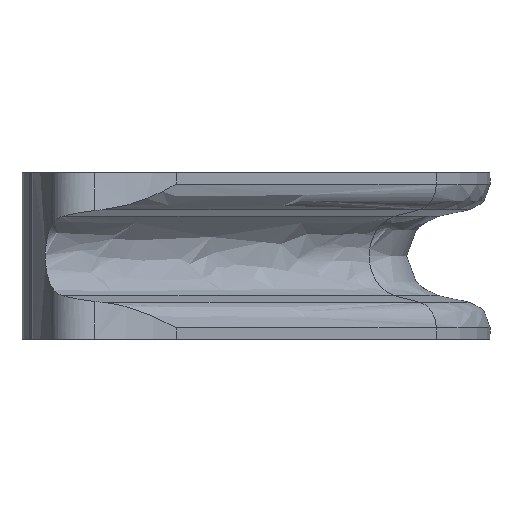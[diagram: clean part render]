
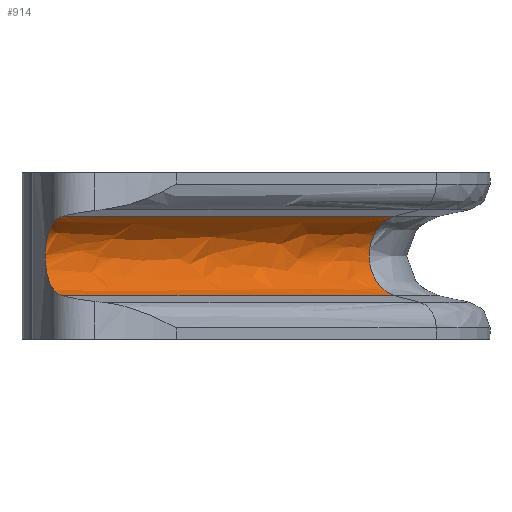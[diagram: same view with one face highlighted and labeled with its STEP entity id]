
A CAD part, left-side view. The second image highlights one B-rep face of the part: STEP entity #914.
In plain terms, the highlighted free-form (B-spline) face has degree [1, 2] with [2, 5] control points.
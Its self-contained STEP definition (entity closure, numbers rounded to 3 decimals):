
#17=(
BOUNDED_SURFACE()
B_SPLINE_SURFACE(1,2,((#2720,#2721,#2722,#2723,#2724),(#2725,#2726,#2727,
#2728,#2729)),.UNSPECIFIED.,.F.,.F.,.F.)
B_SPLINE_SURFACE_WITH_KNOTS((2,2),(3,2,3),(0.001,13.611),
(-2.933,-1.571,-0.208),.UNSPECIFIED.)
GEOMETRIC_REPRESENTATION_ITEM()
RATIONAL_B_SPLINE_SURFACE(((1.,0.777,1.,0.777,1.),
(1.,0.777,1.,0.777,1.)))
REPRESENTATION_ITEM('')
SURFACE()
);
#72=FACE_OUTER_BOUND('',#128,.T.);
#128=EDGE_LOOP('',(#720,#721,#722,#723,#724,#725));
#176=CIRCLE('',#998,1.25);
#244=B_SPLINE_CURVE_WITH_KNOTS('',3,(#2731,#2732,#2733,#2734,#2735,#2736,
#2737,#2738),.UNSPECIFIED.,.F.,.F.,(4,2,2,4),(1.085,1.106,
1.137,1.143),.UNSPECIFIED.);
#245=B_SPLINE_CURVE_WITH_KNOTS('',3,(#2740,#2741,#2742,#2743,#2744,#2745,
#2746,#2747,#2748,#2749,#2750,#2751,#2752,#2753),.UNSPECIFIED.,.F.,.F.,
(4,2,2,2,2,2,4),(0.28,0.297,0.344,
0.392,0.439,0.486,0.504),
 .UNSPECIFIED.);
#246=B_SPLINE_CURVE_WITH_KNOTS('',3,(#2754,#2755,#2756,#2757,#2758,#2759,
#2760,#2761),.UNSPECIFIED.,.F.,.F.,(4,2,2,4),(0.784,0.789,
0.821,0.841),.UNSPECIFIED.);
#264=LINE('',#2610,#313);
#276=LINE('',#2719,#325);
#313=VECTOR('',#1131,10.);
#325=VECTOR('',#1159,10.);
#395=VERTEX_POINT('',#2606);
#397=VERTEX_POINT('',#2609);
#409=VERTEX_POINT('',#2714);
#410=VERTEX_POINT('',#2717);
#411=VERTEX_POINT('',#2730);
#412=VERTEX_POINT('',#2739);
#505=EDGE_CURVE('',#397,#395,#264,.T.);
#524=EDGE_CURVE('',#410,#409,#276,.T.);
#525=EDGE_CURVE('',#411,#395,#244,.T.);
#526=EDGE_CURVE('',#412,#411,#245,.T.);
#527=EDGE_CURVE('',#409,#412,#246,.T.);
#528=EDGE_CURVE('',#397,#410,#176,.T.);
#720=ORIENTED_EDGE('',*,*,#525,.F.);
#721=ORIENTED_EDGE('',*,*,#526,.F.);
#722=ORIENTED_EDGE('',*,*,#527,.F.);
#723=ORIENTED_EDGE('',*,*,#524,.F.);
#724=ORIENTED_EDGE('',*,*,#528,.F.);
#725=ORIENTED_EDGE('',*,*,#505,.T.);
#914=ADVANCED_FACE('',(#72),#17,.T.);
#998=AXIS2_PLACEMENT_3D('',#2762,#1160,#1161);
#1131=DIRECTION('',(-0.803,0.596,0.));
#1159=DIRECTION('',(-0.803,0.596,0.));
#1160=DIRECTION('center_axis',(-0.807,0.591,0.));
#1161=DIRECTION('ref_axis',(0.122,0.167,0.978));
#2606=CARTESIAN_POINT('',(-3.836,20.762,1.223));
#2609=CARTESIAN_POINT('',(9.818,10.621,1.223));
#2610=CARTESIAN_POINT('',(9.818,10.621,1.223));
#2714=CARTESIAN_POINT('',(-3.836,20.762,-1.223));
#2717=CARTESIAN_POINT('',(9.818,10.621,-1.223));
#2719=CARTESIAN_POINT('',(9.818,10.621,-1.223));
#2720=CARTESIAN_POINT('Ctrl Pts',(9.818,10.621,1.223));
#2721=CARTESIAN_POINT('Ctrl Pts',(10.409,11.417,1.014));
#2722=CARTESIAN_POINT('Ctrl Pts',(10.409,11.417,0.));
#2723=CARTESIAN_POINT('Ctrl Pts',(10.409,11.417,-1.014));
#2724=CARTESIAN_POINT('Ctrl Pts',(9.818,10.621,-1.223));
#2725=CARTESIAN_POINT('Ctrl Pts',(-3.839,20.764,1.223));
#2726=CARTESIAN_POINT('Ctrl Pts',(-3.248,21.561,1.014));
#2727=CARTESIAN_POINT('Ctrl Pts',(-3.248,21.561,0.));
#2728=CARTESIAN_POINT('Ctrl Pts',(-3.248,21.561,-1.014));
#2729=CARTESIAN_POINT('Ctrl Pts',(-3.839,20.764,-1.223));
#2730=CARTESIAN_POINT('',(-3.435,21.115,0.976));
#2731=CARTESIAN_POINT('Ctrl Pts',(-3.435,21.115,0.976));
#2732=CARTESIAN_POINT('Ctrl Pts',(-3.488,21.089,1.018));
#2733=CARTESIAN_POINT('Ctrl Pts',(-3.541,21.058,1.056));
#2734=CARTESIAN_POINT('Ctrl Pts',(-3.665,20.969,1.138));
#2735=CARTESIAN_POINT('Ctrl Pts',(-3.742,20.895,1.182));
#2736=CARTESIAN_POINT('Ctrl Pts',(-3.816,20.793,1.215));
#2737=CARTESIAN_POINT('Ctrl Pts',(-3.827,20.778,1.219));
#2738=CARTESIAN_POINT('Ctrl Pts',(-3.836,20.762,1.223));
#2739=CARTESIAN_POINT('',(-3.435,21.115,-0.976));
#2740=CARTESIAN_POINT('Ctrl Pts',(-3.435,21.115,-0.976));
#2741=CARTESIAN_POINT('Ctrl Pts',(-3.39,21.136,-0.941));
#2742=CARTESIAN_POINT('Ctrl Pts',(-3.348,21.155,-0.904));
#2743=CARTESIAN_POINT('Ctrl Pts',(-3.201,21.22,-0.759));
#2744=CARTESIAN_POINT('Ctrl Pts',(-3.103,21.26,-0.624));
#2745=CARTESIAN_POINT('Ctrl Pts',(-2.968,21.313,-0.323));
#2746=CARTESIAN_POINT('Ctrl Pts',(-2.932,21.326,-0.158));
#2747=CARTESIAN_POINT('Ctrl Pts',(-2.932,21.326,0.158));
#2748=CARTESIAN_POINT('Ctrl Pts',(-2.968,21.313,0.323));
#2749=CARTESIAN_POINT('Ctrl Pts',(-3.103,21.26,0.624));
#2750=CARTESIAN_POINT('Ctrl Pts',(-3.201,21.22,0.759));
#2751=CARTESIAN_POINT('Ctrl Pts',(-3.348,21.155,0.904));
#2752=CARTESIAN_POINT('Ctrl Pts',(-3.39,21.136,0.941));
#2753=CARTESIAN_POINT('Ctrl Pts',(-3.435,21.115,0.976));
#2754=CARTESIAN_POINT('Ctrl Pts',(-3.836,20.762,-1.223));
#2755=CARTESIAN_POINT('Ctrl Pts',(-3.827,20.778,-1.219));
#2756=CARTESIAN_POINT('Ctrl Pts',(-3.816,20.793,-1.215));
#2757=CARTESIAN_POINT('Ctrl Pts',(-3.742,20.895,-1.182));
#2758=CARTESIAN_POINT('Ctrl Pts',(-3.665,20.969,-1.138));
#2759=CARTESIAN_POINT('Ctrl Pts',(-3.541,21.058,-1.056));
#2760=CARTESIAN_POINT('Ctrl Pts',(-3.488,21.089,-1.018));
#2761=CARTESIAN_POINT('Ctrl Pts',(-3.435,21.115,-0.976));
#2762=CARTESIAN_POINT('Origin',(9.665,10.413,0.));
